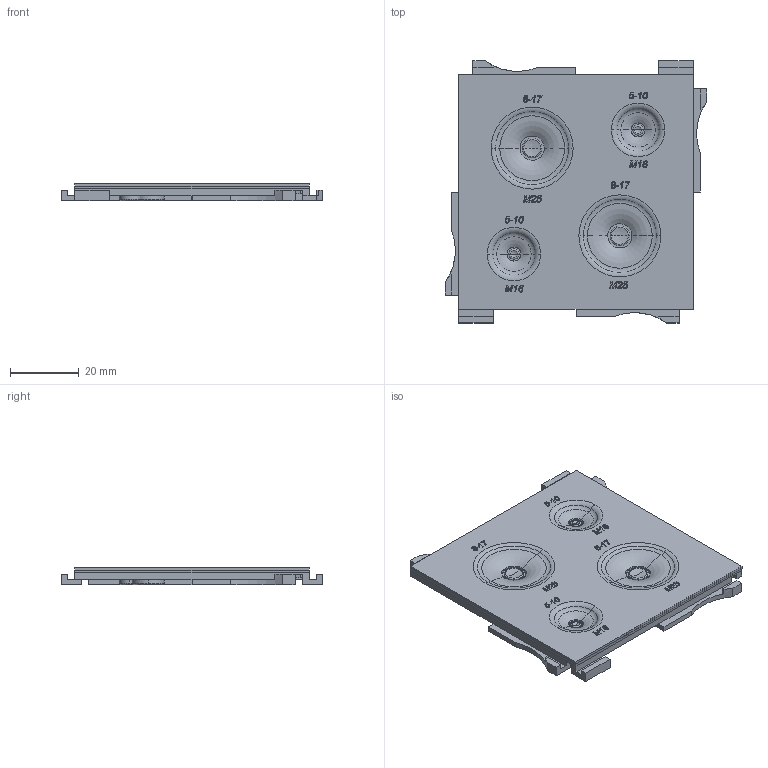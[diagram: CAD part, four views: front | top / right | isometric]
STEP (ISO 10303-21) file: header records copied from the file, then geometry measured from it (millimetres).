
FILE_DESCRIPTION (( 'STEP AP203' ), '1' );
FILE_NAME ('T_26-654-06-TST.step', '2021-09-23T13:47:21', ( '' ), ( '' ), 'SwSTEP 2.0', 'SolidWorks 2014', '' );
FILE_SCHEMA (( 'CONFIG_CONTROL_DESIGN' ));
Length unit declared in the file: millimetre
Products named in the file (1): T_26-654-06-TST
Bounding box: 76 x 76 x 5.1 mm (x, y, z)
Volume: 13396.5 mm3; surface area: 12477.6 mm2
Topology: 1 solids, 1 shells, 597 faces, 1543 edges, 996 vertices
Faces by surface type: plane 269, bspline 206, torus 56, cylinder 50, sphere 8, cone 8
Entity records: 28043 total; most frequent: CARTESIAN_POINT 15139, ORIENTED_EDGE 3086, DIRECTION 1890, EDGE_CURVE 1543, VERTEX_POINT 996, LINE 672, VECTOR 672, B_SPLINE_CURVE_WITH_KNOTS 654
